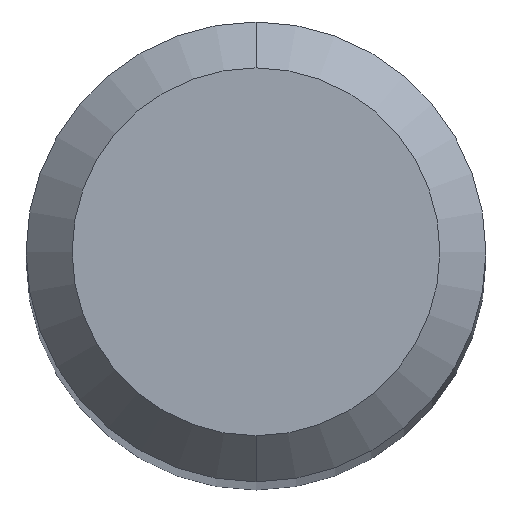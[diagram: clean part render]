
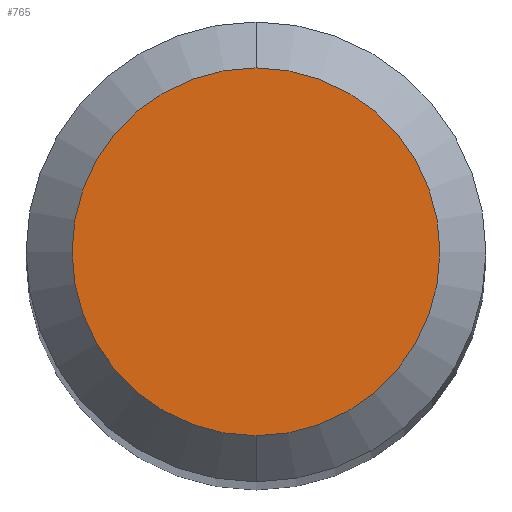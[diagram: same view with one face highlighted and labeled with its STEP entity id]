
A CAD part, top view. The second image highlights one B-rep face of the part: STEP entity #765.
In plain terms, the highlighted planar face has unit normal (0, 0, 1).
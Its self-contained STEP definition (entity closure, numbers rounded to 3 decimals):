
#385=VERTEX_POINT('',#1048);
#661=EDGE_CURVE('',#385,#823,#1348,.T.);
#765=ADVANCED_FACE('',(#1458),#1459,.T.);
#823=VERTEX_POINT('',#1519);
#977=EDGE_CURVE('',#823,#385,#1694,.T.);
#1048=CARTESIAN_POINT('',(0.0,1.2,0.0));
#1348=CIRCLE('',#3817,1.2);
#1458=FACE_OUTER_BOUND('',#4241,.T.);
#1459=PLANE('',#4242);
#1519=CARTESIAN_POINT('',(0.,-1.2,0.0));
#1694=CIRCLE('',#5975,1.2);
#3817=AXIS2_PLACEMENT_3D('',#6367,#6368,#6369);
#4241=EDGE_LOOP('',(#6449,#6450));
#4242=AXIS2_PLACEMENT_3D('',#6451,#6452,#6453);
#5975=AXIS2_PLACEMENT_3D('',#6731,#6732,#6733);
#6367=CARTESIAN_POINT('',(0.0,0.0,0.0));
#6368=DIRECTION('',(0.0,0.0,-1.0));
#6369=DIRECTION('',(0.0,1.0,0.0));
#6449=ORIENTED_EDGE('',*,*,#661,.F.);
#6450=ORIENTED_EDGE('',*,*,#977,.F.);
#6451=CARTESIAN_POINT('',(0.0,0.6,0.0));
#6452=DIRECTION('',(-0.0,0.0,1.0));
#6453=DIRECTION('',(0.0,-1.0,0.0));
#6731=CARTESIAN_POINT('',(0.0,0.0,0.0));
#6732=DIRECTION('',(0.0,0.0,-1.0));
#6733=DIRECTION('',(0.0,1.0,0.0));
